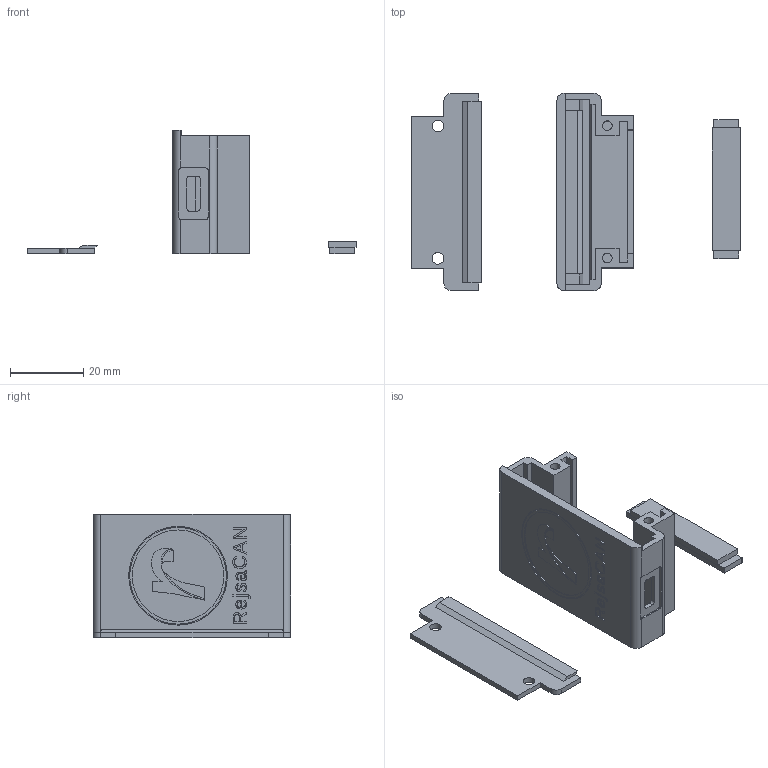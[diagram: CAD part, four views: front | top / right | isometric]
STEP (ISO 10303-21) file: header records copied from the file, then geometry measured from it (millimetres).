
FILE_DESCRIPTION(/* description */ (''),/* implementation_level */ '2;1');
FILE_NAME(/* name */ 'Vertical-OBD2-connector.step',/* time_stamp */ '2021-12-03T12:52:11+01:00',/* author */ (''),/* organization */ (''),/* preprocessor_version */ 'ST-DEVELOPER v18.1',/* originating_system */ 'Autodesk Translation Framework v10.10.0.1391',/* authorisation */ '');
FILE_SCHEMA (('AUTOMOTIVE_DESIGN { 1 0 10303 214 3 1 1 }'));
Length unit declared in the file: millimetre
Products named in the file (1): Vertical-OBD2-connector
Bounding box: 89.66 x 53.8 x 33.6 mm (x, y, z)
Volume: 11170.3 mm3; surface area: 13555.5 mm2
Topology: 3 solids, 3 shells, 334 faces, 911 edges, 604 vertices
Faces by surface type: plane 176, bspline 129, cylinder 29
Full cylindrical faces by diameter (mm): 2.65 x2, 3.2 x2, 24.99 x1, 26.39 x1, 26.95 x1
Entity records: 12833 total; most frequent: CARTESIAN_POINT 5185, ORIENTED_EDGE 1822, DIRECTION 1121, EDGE_CURVE 911, VERTEX_POINT 604, LINE 593, VECTOR 593, EDGE_LOOP 361
